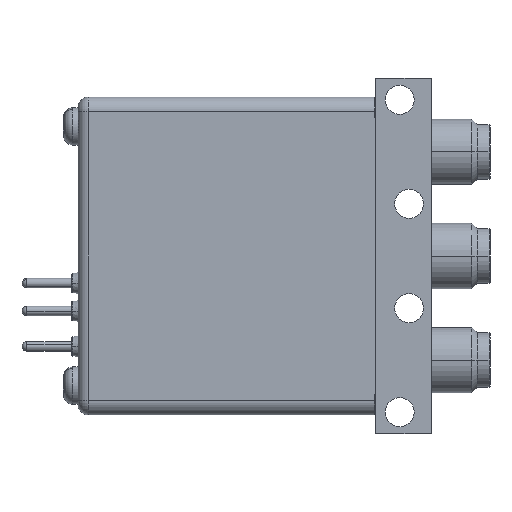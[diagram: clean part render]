
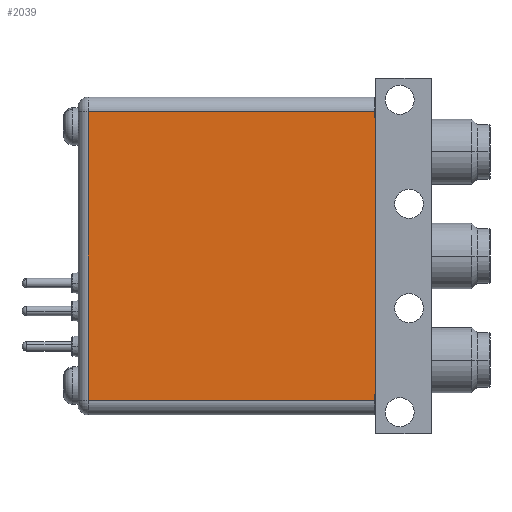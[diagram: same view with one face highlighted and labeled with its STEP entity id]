
A CAD part, front view. The second image highlights one B-rep face of the part: STEP entity #2039.
In plain terms, the highlighted planar face has unit normal (0, -1, 0).
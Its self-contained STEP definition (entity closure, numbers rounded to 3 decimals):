
#351 = CARTESIAN_POINT ( 'NONE',  ( -6.14, -6.3, -15.45 ) ) ;
#596 = DIRECTION ( 'NONE',  ( 0., 1., 0. ) ) ;
#667 = DIRECTION ( 'NONE',  ( 0., 0., 1. ) ) ;
#669 = ORIENTED_EDGE ( 'NONE', *, *, #4757, .T. ) ;
#859 = EDGE_CURVE ( 'NONE', #1979, #2183, #3009, .T. ) ;
#911 = ORIENTED_EDGE ( 'NONE', *, *, #4332, .T. ) ;
#1028 = ORIENTED_EDGE ( 'NONE', *, *, #1177, .T. ) ;
#1105 = VECTOR ( 'NONE', #667, 1000. ) ;
#1119 = FACE_OUTER_BOUND ( 'NONE', #1650, .T. ) ;
#1126 = LINE ( 'NONE', #1579, #1105 ) ;
#1144 = DIRECTION ( 'NONE',  ( 0., 0., -1. ) ) ;
#1177 = EDGE_CURVE ( 'NONE', #2701, #3996, #1554, .T. ) ;
#1194 = DIRECTION ( 'NONE',  ( 1., 0., 0. ) ) ;
#1324 = ORIENTED_EDGE ( 'NONE', *, *, #2866, .F. ) ;
#1443 = ORIENTED_EDGE ( 'NONE', *, *, #4965, .F. ) ;
#1452 = CARTESIAN_POINT ( 'NONE',  ( -6.14, -6.3, -15.45 ) ) ;
#1463 = CARTESIAN_POINT ( 'NONE',  ( -6.14, -6.3, 15.45 ) ) ;
#1554 = LINE ( 'NONE', #1584, #5180 ) ;
#1579 = CARTESIAN_POINT ( 'NONE',  ( -6.03, -6.3, -14.85 ) ) ;
#1581 = ORIENTED_EDGE ( 'NONE', *, *, #4731, .T. ) ;
#1584 = CARTESIAN_POINT ( 'NONE',  ( -6.83, -6.3, -14.85 ) ) ;
#1650 = EDGE_LOOP ( 'NONE', ( #1443, #1028, #1581, #1324, #2439, #669, #911, #5324 ) ) ;
#1979 = VERTEX_POINT ( 'NONE', #1452 ) ;
#2011 = VECTOR ( 'NONE', #3781, 1000. ) ;
#2039 = ADVANCED_FACE ( 'NONE', ( #1119 ), #3135, .F. ) ;
#2042 = CARTESIAN_POINT ( 'NONE',  ( -6.14, -6.3, -15.45 ) ) ;
#2076 = LINE ( 'NONE', #351, #2011 ) ;
#2094 = DIRECTION ( 'NONE',  ( -1., 0., 0. ) ) ;
#2124 = EDGE_CURVE ( 'NONE', #2855, #2549, #4967, .T. ) ;
#2183 = VERTEX_POINT ( 'NONE', #5436 ) ;
#2206 = CARTESIAN_POINT ( 'NONE',  ( -36.84, -6.3, 15.45 ) ) ;
#2439 = ORIENTED_EDGE ( 'NONE', *, *, #2124, .F. ) ;
#2549 = VERTEX_POINT ( 'NONE', #4343 ) ;
#2676 = VERTEX_POINT ( 'NONE', #2206 ) ;
#2701 = VERTEX_POINT ( 'NONE', #3185 ) ;
#2855 = VERTEX_POINT ( 'NONE', #5012 ) ;
#2866 = EDGE_CURVE ( 'NONE', #2549, #5516, #3422, .T. ) ;
#2961 = LINE ( 'NONE', #4648, #3066 ) ;
#2981 = AXIS2_PLACEMENT_3D ( 'NONE', #4436, #596, #4854 ) ;
#2987 = VECTOR ( 'NONE', #4467, 1000. ) ;
#3009 = LINE ( 'NONE', #4283, #3672 ) ;
#3066 = VECTOR ( 'NONE', #4240, 1000. ) ;
#3135 = PLANE ( 'NONE',  #2981 ) ;
#3185 = CARTESIAN_POINT ( 'NONE',  ( -6.14, -6.3, -14.85 ) ) ;
#3422 = LINE ( 'NONE', #5513, #4560 ) ;
#3601 = VECTOR ( 'NONE', #1144, 1000. ) ;
#3672 = VECTOR ( 'NONE', #2094, 1000. ) ;
#3781 = DIRECTION ( 'NONE',  ( 0., 0., -1. ) ) ;
#3968 = CARTESIAN_POINT ( 'NONE',  ( -6.03, -6.3, 14.85 ) ) ;
#3996 = VERTEX_POINT ( 'NONE', #4853 ) ;
#4112 = LINE ( 'NONE', #1463, #2987 ) ;
#4152 = DIRECTION ( 'NONE',  ( 1., 0., 0. ) ) ;
#4240 = DIRECTION ( 'NONE',  ( 0., 0., -1. ) ) ;
#4283 = CARTESIAN_POINT ( 'NONE',  ( -6.14, -6.3, -15.45 ) ) ;
#4332 = EDGE_CURVE ( 'NONE', #2676, #2183, #2961, .T. ) ;
#4343 = CARTESIAN_POINT ( 'NONE',  ( -6.14, -6.3, 14.85 ) ) ;
#4436 = CARTESIAN_POINT ( 'NONE',  ( -6.14, -6.3, -15.45 ) ) ;
#4467 = DIRECTION ( 'NONE',  ( -1., 0., 0. ) ) ;
#4560 = VECTOR ( 'NONE', #1194, 1000. ) ;
#4648 = CARTESIAN_POINT ( 'NONE',  ( -36.84, -6.3, -15.45 ) ) ;
#4731 = EDGE_CURVE ( 'NONE', #3996, #5516, #1126, .T. ) ;
#4757 = EDGE_CURVE ( 'NONE', #2855, #2676, #4112, .T. ) ;
#4853 = CARTESIAN_POINT ( 'NONE',  ( -6.03, -6.3, -14.85 ) ) ;
#4854 = DIRECTION ( 'NONE',  ( 0., 0., -1. ) ) ;
#4965 = EDGE_CURVE ( 'NONE', #2701, #1979, #2076, .T. ) ;
#4967 = LINE ( 'NONE', #2042, #3601 ) ;
#5012 = CARTESIAN_POINT ( 'NONE',  ( -6.14, -6.3, 15.45 ) ) ;
#5180 = VECTOR ( 'NONE', #4152, 1000. ) ;
#5324 = ORIENTED_EDGE ( 'NONE', *, *, #859, .F. ) ;
#5436 = CARTESIAN_POINT ( 'NONE',  ( -36.84, -6.3, -15.45 ) ) ;
#5513 = CARTESIAN_POINT ( 'NONE',  ( -6.83, -6.3, 14.85 ) ) ;
#5516 = VERTEX_POINT ( 'NONE', #3968 ) ;
